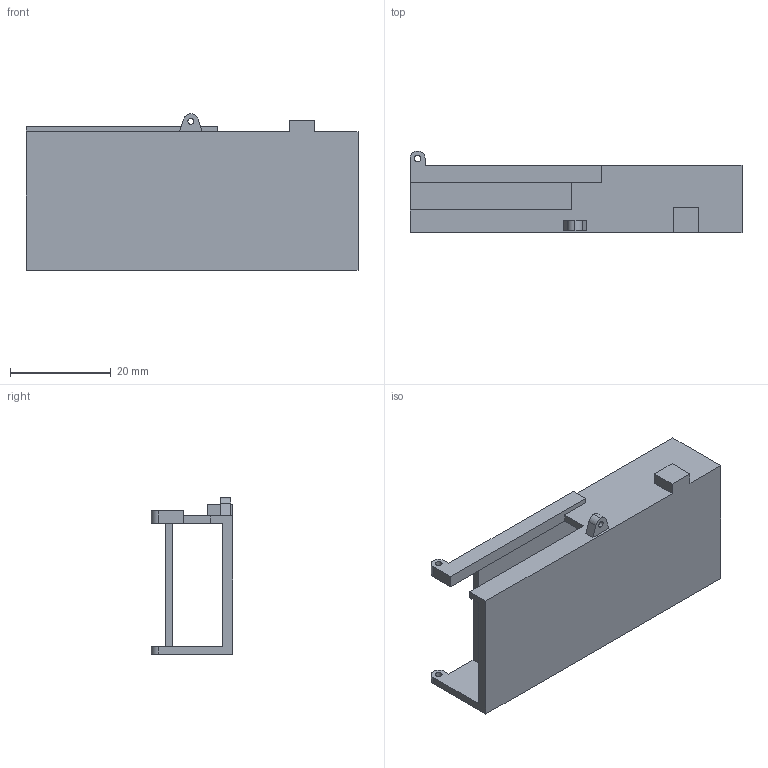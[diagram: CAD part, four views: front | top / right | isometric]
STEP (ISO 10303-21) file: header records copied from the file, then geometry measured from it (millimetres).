
FILE_DESCRIPTION (( 'STEP AP214' ), '1' );
FILE_NAME ('狻累奻裔羞2蜊.STEP', '2025-04-14T13:41:52', ( '' ), ( '' ), 'SwSTEP 2.0', 'SolidWorks 2024', '' );
FILE_SCHEMA (( 'AUTOMOTIVE_DESIGN' ));
Length unit declared in the file: millimetre
Products named in the file (1): 药仓上盖槽2改
Bounding box: 66 x 16.25 x 31.08 mm (x, y, z)
Volume: 8101.3 mm3; surface area: 9719.9 mm2
Topology: 1 solids, 1 shells, 37 faces, 105 edges, 70 vertices
Faces by surface type: plane 27, cylinder 10
Entity records: 1238 total; most frequent: CARTESIAN_POINT 213, ORIENTED_EDGE 210, DIRECTION 201, EDGE_CURVE 105, VECTOR 85, LINE 85, VERTEX_POINT 70, AXIS2_PLACEMENT_3D 58
